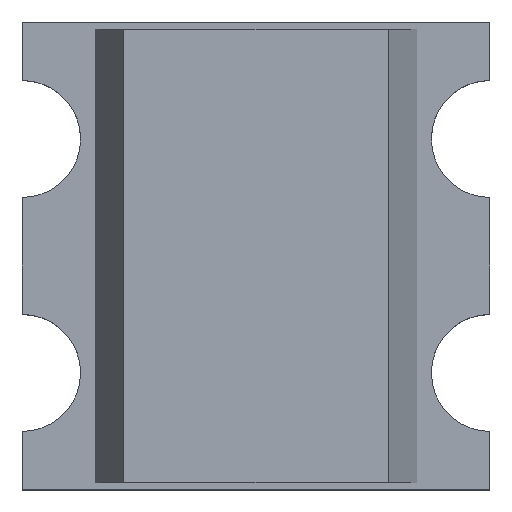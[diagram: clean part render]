
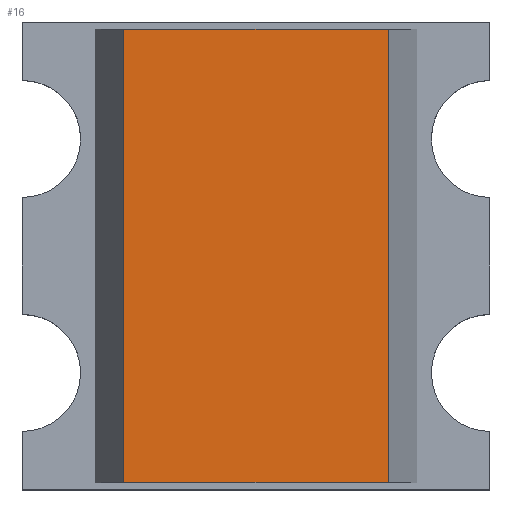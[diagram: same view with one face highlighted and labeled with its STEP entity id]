
A CAD part, top view. The second image highlights one B-rep face of the part: STEP entity #16.
In plain terms, the highlighted planar face has unit normal (0, 0, 1).
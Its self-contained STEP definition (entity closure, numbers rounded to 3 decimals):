
#16 = ADVANCED_FACE ( 'NONE', ( #309 ), #529, .F. ) ;
#29 = VERTEX_POINT ( 'NONE', #902 ) ;
#67 = ORIENTED_EDGE ( 'NONE', *, *, #300, .T. ) ;
#146 = DIRECTION ( 'NONE',  ( -1., 0., 0. ) ) ;
#191 = ORIENTED_EDGE ( 'NONE', *, *, #216, .F. ) ;
#195 = LINE ( 'NONE', #327, #254 ) ;
#199 = LINE ( 'NONE', #432, #808 ) ;
#207 = VECTOR ( 'NONE', #559, 1000. ) ;
#216 = EDGE_CURVE ( 'NONE', #427, #612, #199, .T. ) ;
#222 = DIRECTION ( 'NONE',  ( 0., -1., 0. ) ) ;
#254 = VECTOR ( 'NONE', #632, 1000. ) ;
#300 = EDGE_CURVE ( 'NONE', #688, #29, #580, .T. ) ;
#302 = CARTESIAN_POINT ( 'NONE',  ( 0.453, 0.775, 0.6 ) ) ;
#309 = FACE_OUTER_BOUND ( 'NONE', #869, .T. ) ;
#327 = CARTESIAN_POINT ( 'NONE',  ( 0.453, 0.775, 0.6 ) ) ;
#363 = DIRECTION ( 'NONE',  ( 0., -1., 0. ) ) ;
#427 = VERTEX_POINT ( 'NONE', #683 ) ;
#432 = CARTESIAN_POINT ( 'NONE',  ( 0.453, 0.775, 0.6 ) ) ;
#444 = CARTESIAN_POINT ( 'NONE',  ( -0.453, 0.775, 0.6 ) ) ;
#455 = EDGE_CURVE ( 'NONE', #688, #427, #195, .T. ) ;
#493 = CARTESIAN_POINT ( 'NONE',  ( 0.453, -0.775, 0.6 ) ) ;
#529 = PLANE ( 'NONE',  #980 ) ;
#543 = EDGE_CURVE ( 'NONE', #29, #612, #605, .T. ) ;
#559 = DIRECTION ( 'NONE',  ( 1., 0., 0. ) ) ;
#564 = ORIENTED_EDGE ( 'NONE', *, *, #455, .F. ) ;
#577 = CARTESIAN_POINT ( 'NONE',  ( -0.453, 0.775, 0.6 ) ) ;
#580 = LINE ( 'NONE', #444, #757 ) ;
#605 = LINE ( 'NONE', #493, #207 ) ;
#612 = VERTEX_POINT ( 'NONE', #727 ) ;
#632 = DIRECTION ( 'NONE',  ( 1., 0., 0. ) ) ;
#647 = ORIENTED_EDGE ( 'NONE', *, *, #543, .T. ) ;
#674 = DIRECTION ( 'NONE',  ( 0., 0., -1. ) ) ;
#683 = CARTESIAN_POINT ( 'NONE',  ( 0.453, 0.775, 0.6 ) ) ;
#688 = VERTEX_POINT ( 'NONE', #577 ) ;
#727 = CARTESIAN_POINT ( 'NONE',  ( 0.453, -0.775, 0.6 ) ) ;
#757 = VECTOR ( 'NONE', #222, 1000. ) ;
#808 = VECTOR ( 'NONE', #363, 1000. ) ;
#869 = EDGE_LOOP ( 'NONE', ( #647, #191, #564, #67 ) ) ;
#902 = CARTESIAN_POINT ( 'NONE',  ( -0.453, -0.775, 0.6 ) ) ;
#980 = AXIS2_PLACEMENT_3D ( 'NONE', #302, #674, #146 ) ;
